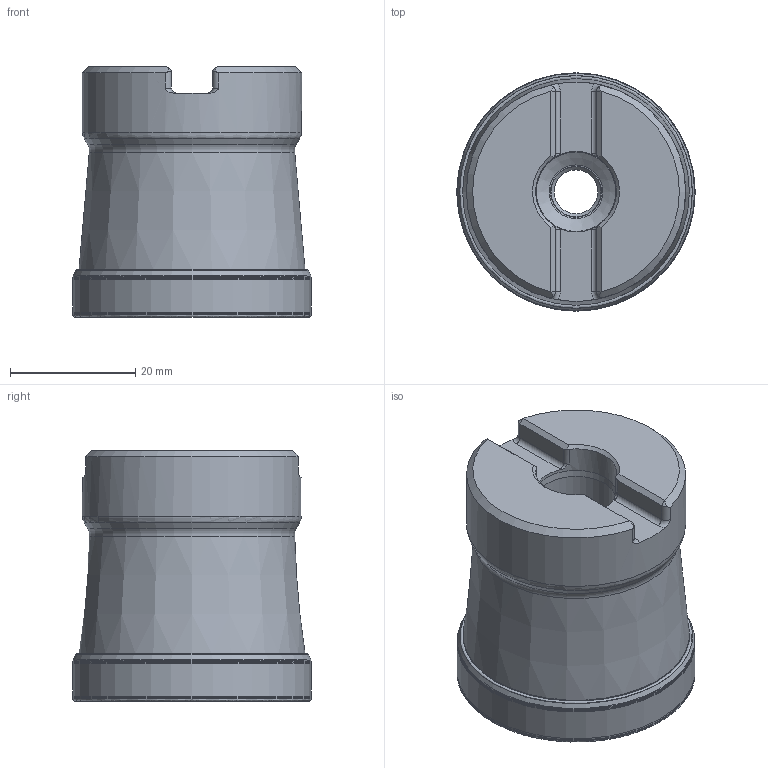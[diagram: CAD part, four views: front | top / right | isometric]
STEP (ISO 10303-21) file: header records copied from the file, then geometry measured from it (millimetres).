
FILE_DESCRIPTION(/* description */ (''),/* implementation_level */ '2;1');
FILE_NAME(/* name */ '150A04R_IS90TN10_C_115010488ndi000_00_SIM.stp',/* time_stamp */ '2019-12-11T14:04:31+01:00',/* author */ (''),/* organization */ (''),/* preprocessor_version */ 'ST-DEVELOPER v16.7',/* originating_system */ 'SIEMENS PLM Software NX 12.0',/* authorisation */ '');
FILE_SCHEMA (('AUTOMOTIVE_DESIGN { 1 0 10303 214 3 1 1 1 }'));
Length unit declared in the file: millimetre
Products named in the file (1): lf1940FC312Cami0
Bounding box: 38.06 x 38.06 x 40 mm (x, y, z)
Volume: 36312.8 mm3; surface area: 9771.4 mm2
Topology: 2 solids, 2 shells, 114 faces, 260 edges, 148 vertices
Faces by surface type: revolution 39, cylinder 24, cone 20, torus 17, plane 14
Full cylindrical faces by diameter (mm): 7 x1, 11 x1, 12.706 x1, 12.9 x1, 35 x1, 36.1 x1
Entity records: 3248 total; most frequent: CARTESIAN_POINT 934, DIRECTION 465, ORIENTED_EDGE 378, AXIS2_PLACEMENT_3D 193, EDGE_CURVE 189, EDGE_LOOP 182, VERTEX_POINT 143, FACE_BOUND 136
